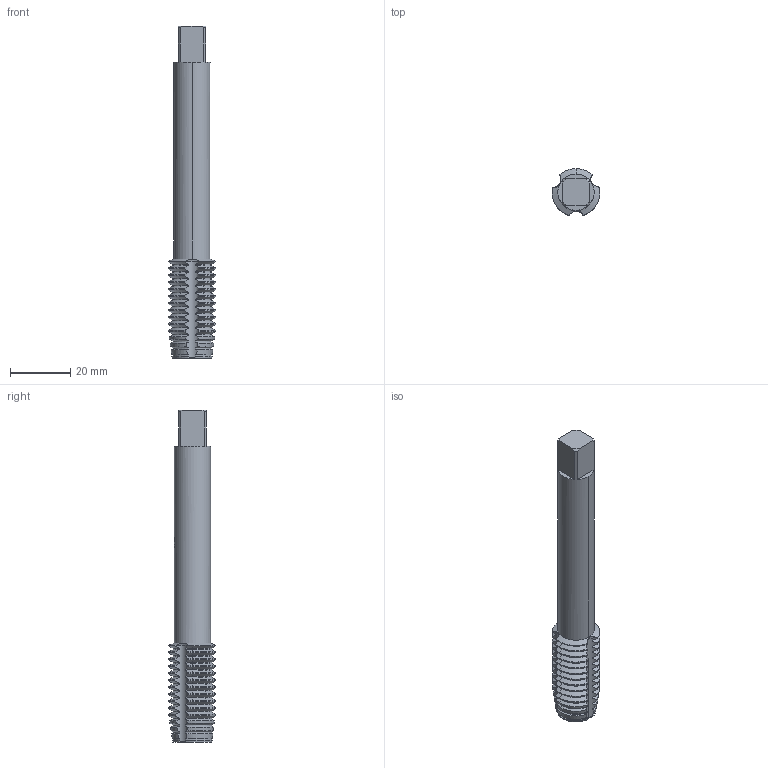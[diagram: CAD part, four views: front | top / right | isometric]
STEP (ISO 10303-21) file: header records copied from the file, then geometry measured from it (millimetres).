
FILE_DESCRIPTION(('no description'),'unknown implementation level');
FILE_NAME('solidbQ_tnndmQGxNvAM_yo2oLw4yKVc_1.STP',' ',('CIM GmbH Aachen'),('CADClick - KiM GmbH - www.kimweb.de'),'unknown preprocess','ACIS','unknown authorization');
FILE_SCHEMA(('automotive_design'));
Length unit declared in the file: millimetre
Products named in the file (2): 1; 2
Bounding box: 15.88 x 15.53 x 110 mm (x, y, z)
Volume: 13306.3 mm3; surface area: 7950.8 mm2
Topology: 2 solids, 2 shells, 320 faces, 888 edges, 572 vertices
Faces by surface type: cone 170, cylinder 130, plane 17, revolution 3
Entity records: 22252 total; most frequent: CARTESIAN_POINT 4290, STYLED_ITEM 1782, PRESENTATION_STYLE_ASSIGNMENT 1782, COLOUR_RGB 1782, ORIENTED_EDGE 1776, DIRECTION 1669, EDGE_CURVE 888, CURVE_STYLE 888
